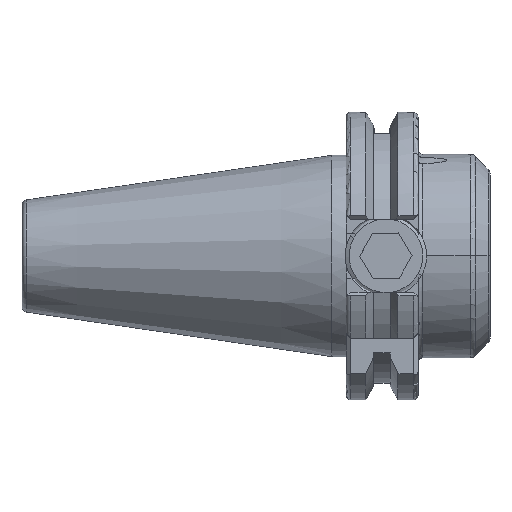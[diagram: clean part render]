
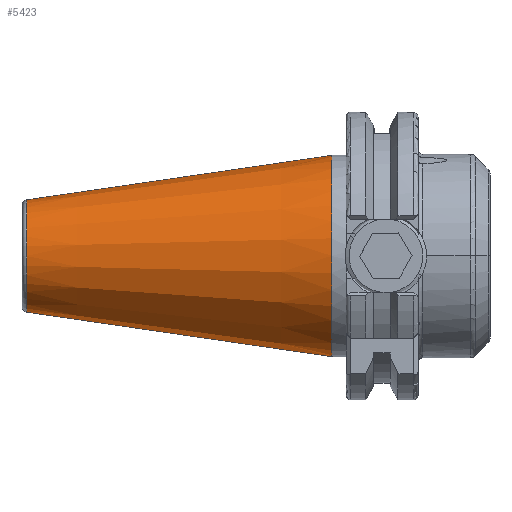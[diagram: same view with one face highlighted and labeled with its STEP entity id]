
A CAD part, top view. The second image highlights one B-rep face of the part: STEP entity #5423.
In plain terms, the highlighted conical face has half-angle 8.297 degrees and reference radius 22.225 mm.
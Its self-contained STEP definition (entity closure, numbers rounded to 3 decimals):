
#167 = VECTOR ( 'NONE', #7825, 1000. ) ;
#237 = EDGE_CURVE ( 'NONE', #4862, #1246, #7534, .T. ) ;
#324 = EDGE_LOOP ( 'NONE', ( #5799, #5131, #3942, #2430 ) ) ;
#586 = EDGE_CURVE ( 'NONE', #1246, #8262, #7419, .T. ) ;
#787 = CONICAL_SURFACE ( 'NONE', #3203, 22.225, 0.145 ) ;
#1231 = FACE_OUTER_BOUND ( 'NONE', #324, .T. ) ;
#1246 = VERTEX_POINT ( 'NONE', #1514 ) ;
#1514 = CARTESIAN_POINT ( 'NONE',  ( -3.175, -22.225, 0. ) ) ;
#1879 = CARTESIAN_POINT ( 'NONE',  ( -70.573, 12.396, 0. ) ) ;
#2123 = CARTESIAN_POINT ( 'NONE',  ( -3.175, 0., 0. ) ) ;
#2156 = DIRECTION ( 'NONE',  ( -1., 0., 0. ) ) ;
#2185 = DIRECTION ( 'NONE',  ( 0., -1., 0. ) ) ;
#2282 = LINE ( 'NONE', #7130, #167 ) ;
#2430 = ORIENTED_EDGE ( 'NONE', *, *, #8500, .F. ) ;
#2441 = DIRECTION ( 'NONE',  ( -1., 0., 0. ) ) ;
#2628 = CARTESIAN_POINT ( 'NONE',  ( -3.175, 22.225, 0. ) ) ;
#2751 = EDGE_CURVE ( 'NONE', #4862, #2929, #3750, .T. ) ;
#2929 = VERTEX_POINT ( 'NONE', #1879 ) ;
#3203 = AXIS2_PLACEMENT_3D ( 'NONE', #5681, #3612, #8455 ) ;
#3612 = DIRECTION ( 'NONE',  ( 1., 0., 0. ) ) ;
#3750 = CIRCLE ( 'NONE', #8744, 12.396 ) ;
#3797 = CARTESIAN_POINT ( 'NONE',  ( -70.573, -12.396, 0. ) ) ;
#3942 = ORIENTED_EDGE ( 'NONE', *, *, #586, .T. ) ;
#4862 = VERTEX_POINT ( 'NONE', #3797 ) ;
#5131 = ORIENTED_EDGE ( 'NONE', *, *, #237, .T. ) ;
#5402 = AXIS2_PLACEMENT_3D ( 'NONE', #2123, #2156, #2185 ) ;
#5423 = ADVANCED_FACE ( 'NONE', ( #1231 ), #787, .T. ) ;
#5681 = CARTESIAN_POINT ( 'NONE',  ( -3.175, 0., 0. ) ) ;
#5682 = VECTOR ( 'NONE', #7335, 1000. ) ;
#5799 = ORIENTED_EDGE ( 'NONE', *, *, #2751, .F. ) ;
#6612 = CARTESIAN_POINT ( 'NONE',  ( -70.573, 0., 0. ) ) ;
#6814 = CARTESIAN_POINT ( 'NONE',  ( -3.175, -22.225, 0. ) ) ;
#7130 = CARTESIAN_POINT ( 'NONE',  ( -3.175, 22.225, 0. ) ) ;
#7297 = DIRECTION ( 'NONE',  ( 0., -1., 0. ) ) ;
#7335 = DIRECTION ( 'NONE',  ( 0.99, -0.144, 0. ) ) ;
#7419 = CIRCLE ( 'NONE', #5402, 22.225 ) ;
#7534 = LINE ( 'NONE', #6814, #5682 ) ;
#7825 = DIRECTION ( 'NONE',  ( 0.99, 0.144, 0. ) ) ;
#8262 = VERTEX_POINT ( 'NONE', #2628 ) ;
#8455 = DIRECTION ( 'NONE',  ( 0., 1., 0. ) ) ;
#8500 = EDGE_CURVE ( 'NONE', #2929, #8262, #2282, .T. ) ;
#8744 = AXIS2_PLACEMENT_3D ( 'NONE', #6612, #2441, #7297 ) ;
